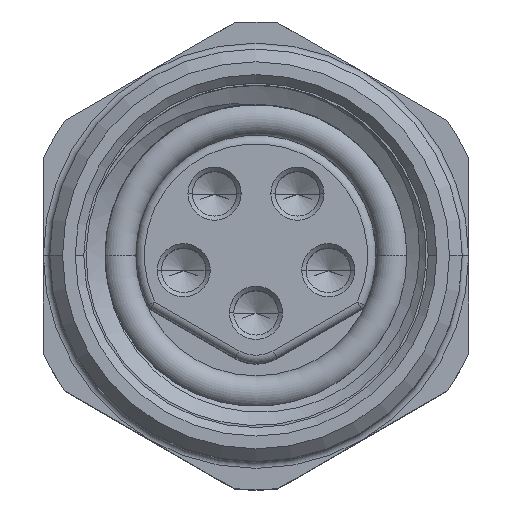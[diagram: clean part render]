
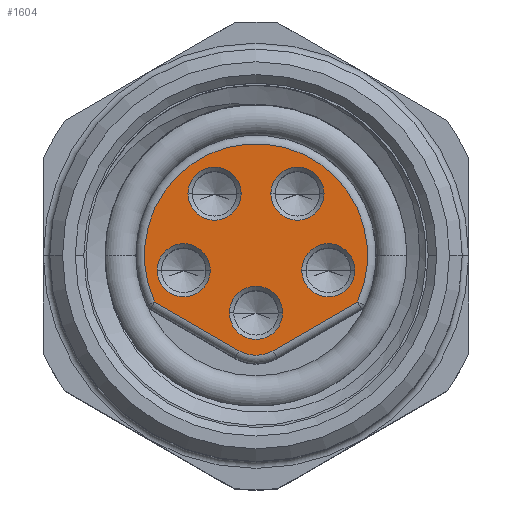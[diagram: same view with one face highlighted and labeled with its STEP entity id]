
A CAD part, top view. The second image highlights one B-rep face of the part: STEP entity #1604.
In plain terms, the highlighted planar face has unit normal (0, 0, 1).
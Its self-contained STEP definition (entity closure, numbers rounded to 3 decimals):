
#1=DIRECTION('',(0.866,0.5,0.));
#2=VECTOR('',#1,2.292);
#3=CARTESIAN_POINT('',(0.4,-2.243,5.4));
#4=LINE('',#3,#2);
#5=CARTESIAN_POINT('',(0.,-1.55,5.4));
#6=DIRECTION('',(0.,0.,1.));
#7=DIRECTION('',(-0.5,-0.866,0.));
#8=AXIS2_PLACEMENT_3D('',#5,#6,#7);
#10=DIRECTION('',(0.866,-0.5,0.));
#11=VECTOR('',#10,2.292);
#12=CARTESIAN_POINT('',(-2.385,-1.097,5.4));
#13=LINE('',#12,#11);
#14=CARTESIAN_POINT('',(1.7,-0.35,5.4));
#15=DIRECTION('',(0.,0.,-1.));
#16=DIRECTION('',(1.,0.,0.));
#17=AXIS2_PLACEMENT_3D('',#14,#15,#16);
#19=CARTESIAN_POINT('',(1.7,-0.35,5.4));
#20=DIRECTION('',(0.,0.,-1.));
#21=DIRECTION('',(-1.,0.,0.));
#22=AXIS2_PLACEMENT_3D('',#19,#20,#21);
#24=CARTESIAN_POINT('',(0.975,1.45,5.4));
#25=DIRECTION('',(0.,0.,-1.));
#26=DIRECTION('',(-1.,0.,0.));
#27=AXIS2_PLACEMENT_3D('',#24,#25,#26);
#29=CARTESIAN_POINT('',(0.975,1.45,5.4));
#30=DIRECTION('',(0.,0.,-1.));
#31=DIRECTION('',(1.,0.,0.));
#32=AXIS2_PLACEMENT_3D('',#29,#30,#31);
#34=CARTESIAN_POINT('',(0.,-1.35,5.4));
#35=DIRECTION('',(0.,0.,-1.));
#36=DIRECTION('',(1.,0.,0.));
#37=AXIS2_PLACEMENT_3D('',#34,#35,#36);
#39=CARTESIAN_POINT('',(0.,-1.35,5.4));
#40=DIRECTION('',(0.,0.,-1.));
#41=DIRECTION('',(-1.,0.,0.));
#42=AXIS2_PLACEMENT_3D('',#39,#40,#41);
#44=CARTESIAN_POINT('',(-1.7,-0.35,5.4));
#45=DIRECTION('',(0.,0.,-1.));
#46=DIRECTION('',(1.,0.,0.));
#47=AXIS2_PLACEMENT_3D('',#44,#45,#46);
#49=CARTESIAN_POINT('',(-1.7,-0.35,5.4));
#50=DIRECTION('',(0.,0.,-1.));
#51=DIRECTION('',(-1.,0.,0.));
#52=AXIS2_PLACEMENT_3D('',#49,#50,#51);
#54=CARTESIAN_POINT('',(-0.975,1.45,5.4));
#55=DIRECTION('',(0.,0.,-1.));
#56=DIRECTION('',(-1.,0.,0.));
#57=AXIS2_PLACEMENT_3D('',#54,#55,#56);
#59=CARTESIAN_POINT('',(-0.975,1.45,5.4));
#60=DIRECTION('',(0.,0.,-1.));
#61=DIRECTION('',(1.,0.,0.));
#62=AXIS2_PLACEMENT_3D('',#59,#60,#61);
#69=CARTESIAN_POINT('',(0.,0.,5.4));
#70=DIRECTION('',(0.,0.,1.));
#71=DIRECTION('',(0.909,-0.418,0.));
#72=AXIS2_PLACEMENT_3D('',#69,#70,#71);
#1247=CARTESIAN_POINT('',(0.4,-2.243,5.4));
#1248=CARTESIAN_POINT('',(2.385,-1.097,5.4));
#1249=VERTEX_POINT('',#1247);
#1250=VERTEX_POINT('',#1248);
#1251=CARTESIAN_POINT('',(-0.4,-2.243,5.4));
#1252=VERTEX_POINT('',#1251);
#1255=CARTESIAN_POINT('',(-2.385,-1.097,5.4));
#1256=VERTEX_POINT('',#1255);
#1263=CARTESIAN_POINT('',(2.325,-0.35,5.4));
#1264=CARTESIAN_POINT('',(1.075,-0.35,5.4));
#1265=VERTEX_POINT('',#1263);
#1266=VERTEX_POINT('',#1264);
#1271=CARTESIAN_POINT('',(0.35,1.45,5.4));
#1272=CARTESIAN_POINT('',(1.6,1.45,5.4));
#1273=VERTEX_POINT('',#1271);
#1274=VERTEX_POINT('',#1272);
#1279=CARTESIAN_POINT('',(0.625,-1.35,5.4));
#1280=CARTESIAN_POINT('',(-0.625,-1.35,5.4));
#1281=VERTEX_POINT('',#1279);
#1282=VERTEX_POINT('',#1280);
#1287=CARTESIAN_POINT('',(-1.075,-0.35,5.4));
#1288=CARTESIAN_POINT('',(-2.325,-0.35,5.4));
#1289=VERTEX_POINT('',#1287);
#1290=VERTEX_POINT('',#1288);
#1295=CARTESIAN_POINT('',(-1.6,1.45,5.4));
#1296=CARTESIAN_POINT('',(-0.35,1.45,5.4));
#1297=VERTEX_POINT('',#1295);
#1298=VERTEX_POINT('',#1296);
#1559=CARTESIAN_POINT('',(0.,0.,5.4));
#1560=DIRECTION('',(0.,0.,1.));
#1561=DIRECTION('',(1.,0.,0.));
#1562=AXIS2_PLACEMENT_3D('',#1559,#1560,#1561);
#1563=PLANE('',#1562);
#1565=ORIENTED_EDGE('',*,*,#1564,.F.);
#1567=ORIENTED_EDGE('',*,*,#1566,.F.);
#1569=ORIENTED_EDGE('',*,*,#1568,.F.);
#1571=ORIENTED_EDGE('',*,*,#1570,.F.);
#1572=EDGE_LOOP('',(#1565,#1567,#1569,#1571));
#1573=FACE_OUTER_BOUND('',#1572,.F.);
#1575=ORIENTED_EDGE('',*,*,#1574,.F.);
#1577=ORIENTED_EDGE('',*,*,#1576,.F.);
#1578=EDGE_LOOP('',(#1575,#1577));
#1579=FACE_BOUND('',#1578,.F.);
#1581=ORIENTED_EDGE('',*,*,#1580,.F.);
#1583=ORIENTED_EDGE('',*,*,#1582,.F.);
#1584=EDGE_LOOP('',(#1581,#1583));
#1585=FACE_BOUND('',#1584,.F.);
#1587=ORIENTED_EDGE('',*,*,#1586,.F.);
#1589=ORIENTED_EDGE('',*,*,#1588,.F.);
#1590=EDGE_LOOP('',(#1587,#1589));
#1591=FACE_BOUND('',#1590,.F.);
#1593=ORIENTED_EDGE('',*,*,#1592,.F.);
#1595=ORIENTED_EDGE('',*,*,#1594,.F.);
#1596=EDGE_LOOP('',(#1593,#1595));
#1597=FACE_BOUND('',#1596,.F.);
#1599=ORIENTED_EDGE('',*,*,#1598,.F.);
#1601=ORIENTED_EDGE('',*,*,#1600,.F.);
#1602=EDGE_LOOP('',(#1599,#1601));
#1603=FACE_BOUND('',#1602,.F.);
#9=CIRCLE('',#8,0.8);
#18=CIRCLE('',#17,0.625);
#23=CIRCLE('',#22,0.625);
#28=CIRCLE('',#27,0.625);
#33=CIRCLE('',#32,0.625);
#38=CIRCLE('',#37,0.625);
#43=CIRCLE('',#42,0.625);
#48=CIRCLE('',#47,0.625);
#53=CIRCLE('',#52,0.625);
#58=CIRCLE('',#57,0.625);
#63=CIRCLE('',#62,0.625);
#73=CIRCLE('',#72,2.625);
#1564=EDGE_CURVE('',#1250,#1256,#73,.T.);
#1566=EDGE_CURVE('',#1249,#1250,#4,.T.);
#1568=EDGE_CURVE('',#1252,#1249,#9,.T.);
#1570=EDGE_CURVE('',#1256,#1252,#13,.T.);
#1574=EDGE_CURVE('',#1265,#1266,#18,.T.);
#1576=EDGE_CURVE('',#1266,#1265,#23,.T.);
#1580=EDGE_CURVE('',#1273,#1274,#28,.T.);
#1582=EDGE_CURVE('',#1274,#1273,#33,.T.);
#1586=EDGE_CURVE('',#1281,#1282,#38,.T.);
#1588=EDGE_CURVE('',#1282,#1281,#43,.T.);
#1592=EDGE_CURVE('',#1289,#1290,#48,.T.);
#1594=EDGE_CURVE('',#1290,#1289,#53,.T.);
#1598=EDGE_CURVE('',#1297,#1298,#58,.T.);
#1600=EDGE_CURVE('',#1298,#1297,#63,.T.);
#1604=ADVANCED_FACE('',(#1573,#1579,#1585,#1591,#1597,#1603),#1563,.T.);
